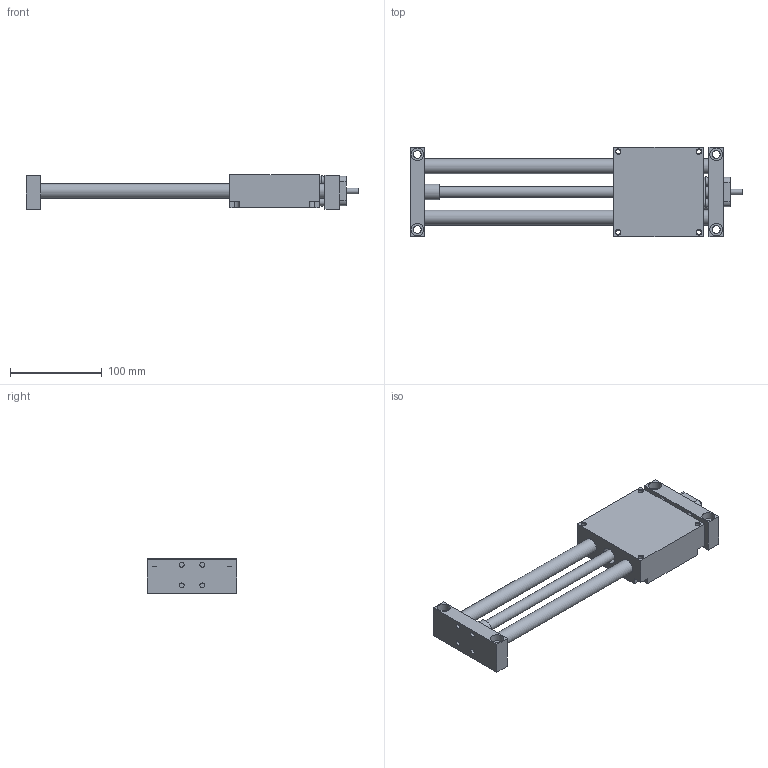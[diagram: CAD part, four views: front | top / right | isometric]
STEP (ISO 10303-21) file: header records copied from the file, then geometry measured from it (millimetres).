
FILE_DESCRIPTION( ( 'STEP AP214' ), '1' );
FILE_NAME( '308222_.step', '2012-08-22T13:43:01', ( ' ' ), ( ' ' ), 'XStep 1.0', ' ', ' ' );
FILE_SCHEMA( ( 'automotive_design' ) );
Length unit declared in the file: millimetre
Products named in the file (2): 1; 2
Bounding box: 362 x 98 x 38 mm (x, y, z)
Volume: 551031.6 mm3; surface area: 122433.3 mm2
Topology: 2 solids, 4 shells, 148 faces, 345 edges, 230 vertices
Faces by surface type: cylinder 69, plane 65, cone 12, torus 2
Full cylindrical faces by diameter (mm): 3.02 x2, 4.134 x4, 4.918 x8, 5.2 x10, 5.5 x4, 6 x1, 8 x1, 8.5 x4, 9 x8, 9.5 x2, 12 x2, 14 x4, 14.1 x1, 16 x4, 17 x1, 18 x1
Entity records: 4983 total; most frequent: DIRECTION 688, CARTESIAN_POINT 604, ORIENTED_EDGE 496, AXIS2_PLACEMENT_3D 290, EDGE_LOOP 286, EDGE_CURVE 248, FACE_OUTER_BOUND 207, VERTEX_POINT 206
